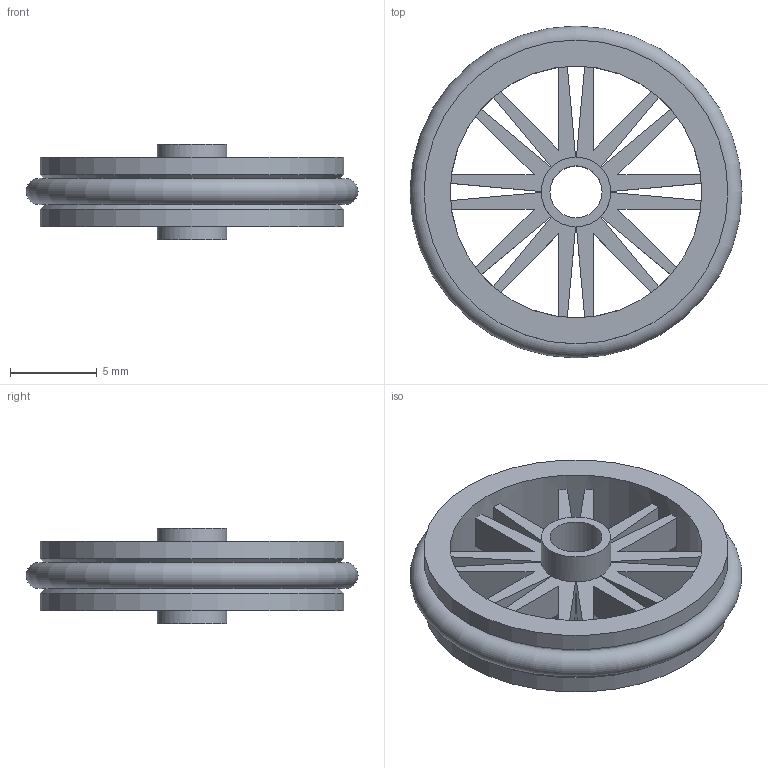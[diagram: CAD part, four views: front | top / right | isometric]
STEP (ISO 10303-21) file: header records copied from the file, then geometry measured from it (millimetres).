
FILE_DESCRIPTION(/* description */ (''),/* implementation_level */ '2;1');
FILE_NAME(/* name */ 'Пассивное колесо.stp',/* time_stamp */ '2025-02-10T21:10:50+03:00',/* author */ ('s3dok'),/* organization */ (''),/* preprocessor_version */ 'ST-DEVELOPER v18.1',/* originating_system */ 'Autodesk Inventor 2022',/* authorisation */ '');
FILE_SCHEMA (('AUTOMOTIVE_DESIGN { 1 0 10303 214 3 1 1 }'));
Length unit declared in the file: millimetre
Products named in the file (3): Пассивное колесо; Колесо (пассивное); Шина (Goodride)
Assembly tree (2 placements, depth 2):
  Пассивное колесо
    Колесо (пассивное)
    Шина (Goodride)
Bounding box: 19.12 x 19.12 x 5.5 mm (x, y, z)
Volume: 500.3 mm3; surface area: 1386.1 mm2
Topology: 2 solids, 2 shells, 60 faces, 188 edges, 124 vertices
Faces by surface type: plane 52, cylinder 5, cone 2, torus 1
Full cylindrical faces by diameter (mm): 3 x1, 4 x1, 14.5 x1, 17.5 x2
Entity records: 2287 total; most frequent: DIRECTION 379, CARTESIAN_POINT 377, ORIENTED_EDGE 376, EDGE_CURVE 188, LINE 127, VECTOR 127, AXIS2_PLACEMENT_3D 126, VERTEX_POINT 124
